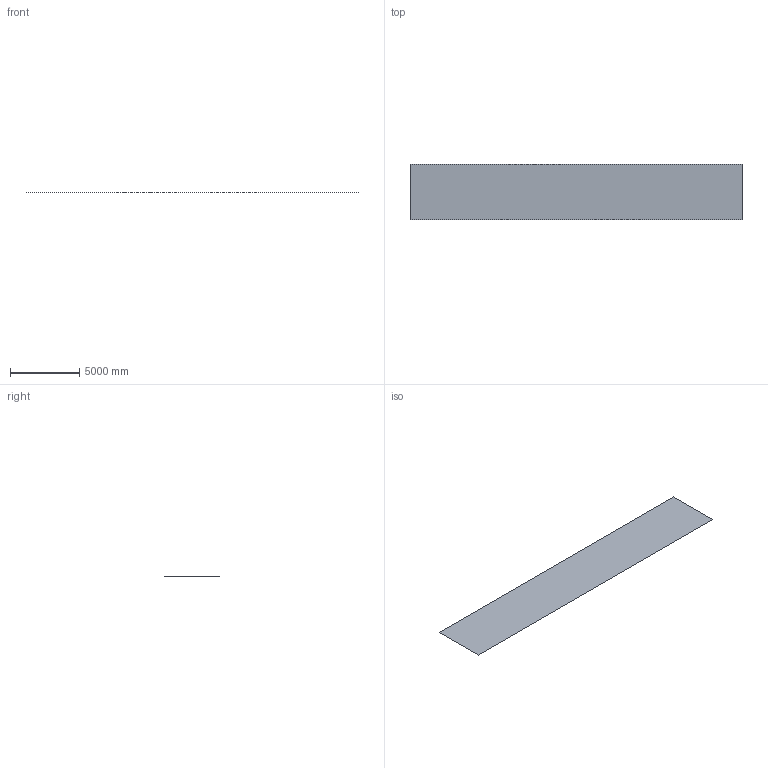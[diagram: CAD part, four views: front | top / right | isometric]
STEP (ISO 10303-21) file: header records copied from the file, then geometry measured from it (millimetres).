
FILE_DESCRIPTION(('CATIA V5 STEP Exchange'),'2;1');
FILE_NAME('Brücke.stp','2009-06-03T19:59:33+00:00',('none'),('none'),'CATIA Version 5 Release 18 GA (IN-10)','CATIA V5 STEP AP203','none');
FILE_SCHEMA(('CONFIG_CONTROL_DESIGN'));
Length unit declared in the file: millimetre
Products named in the file (1): Teil4
Bounding box: 24000 x 4000 x 0 mm (x, y, z)
Surface area: 96000000 mm2 (no closed solid volume)
Topology: 0 solids, 1 shells, 1 faces, 11 edges, 18 vertices
Faces by surface type: bspline 1
Entity records: 172 total; most frequent: CARTESIAN_POINT 58, DIRECTION 7, COMPOSITE_CURVE 7, COMPOSITE_CURVE_SEGMENT 7, VECTOR 7, LINE 7, TRIMMED_CURVE 7, ORIENTED_EDGE 4
